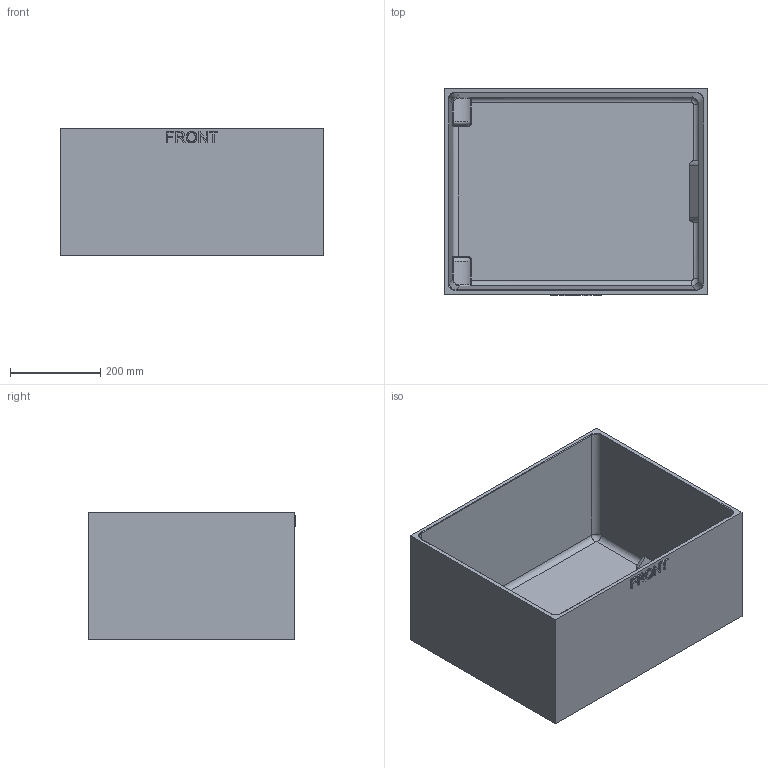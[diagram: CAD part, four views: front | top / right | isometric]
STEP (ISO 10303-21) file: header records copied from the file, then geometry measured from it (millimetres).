
FILE_DESCRIPTION( ( 'Unknown' ), '1' );
FILE_NAME( '2750-base_internal_tub.stp', 'Unknown', ( 'Unknown' ), ( 'Unknown' ), 'PSStep 10.1', 'Unknown', ' ' );
FILE_SCHEMA( ( 'AUTOMOTIVE_DESIGN { 1 0 10303 214 1 1 1 1 }' ) );
Length unit declared in the file: millimetre
Products named in the file (1): 1
Bounding box: 584.2 x 460.38 x 282.57 mm (x, y, z)
Volume: 10408158.5 mm3; surface area: 1626833.3 mm2
Topology: 1 solids, 1 shells, 113 faces, 269 edges, 166 vertices
Faces by surface type: plane 54, bspline 30, cylinder 23, extrusion 6
Entity records: 5062 total; most frequent: CARTESIAN_POINT 2889, ORIENTED_EDGE 534, DIRECTION 295, EDGE_CURVE 267, VERTEX_POINT 166, B_SPLINE_CURVE_WITH_KNOTS 158, EDGE_LOOP 123, FACE_OUTER_BOUND 115
